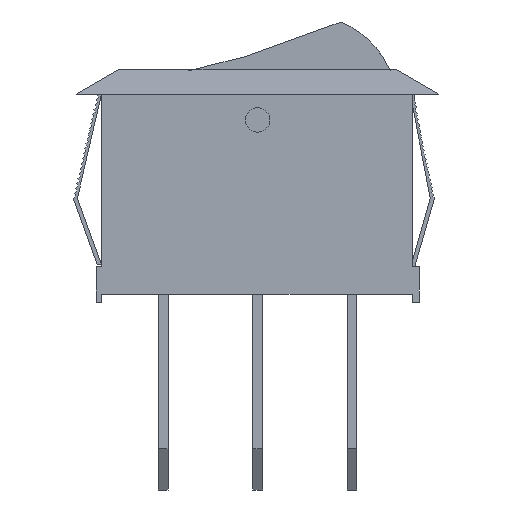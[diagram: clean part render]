
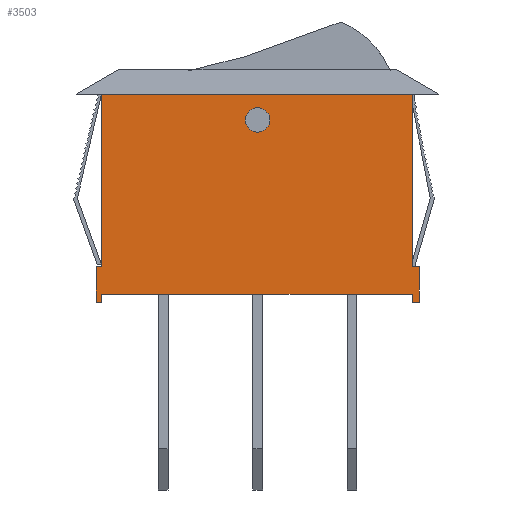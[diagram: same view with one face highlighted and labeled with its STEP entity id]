
A CAD part, left-side view. The second image highlights one B-rep face of the part: STEP entity #3503.
In plain terms, the highlighted planar face has unit normal (-1, 0, 0).
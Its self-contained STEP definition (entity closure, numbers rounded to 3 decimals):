
#70=CARTESIAN_POINT('Vertex',(-4.25,-6.312,-3.921)) ;
#75=CARTESIAN_POINT('Line Origine',(-4.25,0.027,-3.921)) ;
#79=CARTESIAN_POINT('Vertex',(-4.25,6.366,-3.921)) ;
#2285=CARTESIAN_POINT('Vertex',(-4.25,6.366,-2.801)) ;
#2290=CARTESIAN_POINT('Line Origine',(-4.25,6.366,0.724)) ;
#2294=CARTESIAN_POINT('Vertex',(-4.25,6.366,4.25)) ;
#2325=CARTESIAN_POINT('Vertex',(-4.25,6.6,-2.801)) ;
#2330=CARTESIAN_POINT('Line Origine',(-4.25,6.483,-2.801)) ;
#2356=CARTESIAN_POINT('Vertex',(-4.25,6.6,-4.25)) ;
#2361=CARTESIAN_POINT('Line Origine',(-4.25,6.6,-3.526)) ;
#2387=CARTESIAN_POINT('Vertex',(-4.25,6.366,-4.25)) ;
#2392=CARTESIAN_POINT('Line Origine',(-4.25,6.483,-4.25)) ;
#2409=CARTESIAN_POINT('Line Origine',(-4.25,6.366,-4.086)) ;
#2435=CARTESIAN_POINT('Vertex',(-4.25,-6.312,-4.25)) ;
#2440=CARTESIAN_POINT('Line Origine',(-4.25,-6.312,-4.086)) ;
#2461=CARTESIAN_POINT('Vertex',(-4.25,-6.6,-4.25)) ;
#2466=CARTESIAN_POINT('Line Origine',(-4.25,-6.456,-4.25)) ;
#2492=CARTESIAN_POINT('Vertex',(-4.25,-6.6,-2.801)) ;
#2497=CARTESIAN_POINT('Line Origine',(-4.25,-6.6,-3.526)) ;
#2518=CARTESIAN_POINT('Vertex',(-4.25,-6.312,-2.801)) ;
#2521=CARTESIAN_POINT('Line Origine',(-4.25,-6.456,-2.801)) ;
#2553=CARTESIAN_POINT('Vertex',(-4.25,-6.312,4.25)) ;
#2556=CARTESIAN_POINT('Line Origine',(-4.25,-6.312,0.724)) ;
#2610=CARTESIAN_POINT('Line Origine',(-4.25,0.027,4.25)) ;
#3466=CARTESIAN_POINT('Axis2P3D Location',(-4.25,0.,0.)) ;
#3485=CARTESIAN_POINT('Axis2P3D Location',(-4.25,0.,3.192)) ;
#3489=CARTESIAN_POINT('Vertex',(-4.25,0.5,3.192)) ;
#3491=CARTESIAN_POINT('Vertex',(-4.25,-0.5,3.192)) ;
#3494=CARTESIAN_POINT('Axis2P3D Location',(-4.25,0.,3.192)) ;
#76=DIRECTION('Vector Direction',(0.,1.,0.)) ;
#2291=DIRECTION('Vector Direction',(0.,0.,1.)) ;
#2331=DIRECTION('Vector Direction',(0.,-1.,0.)) ;
#2362=DIRECTION('Vector Direction',(0.,0.,1.)) ;
#2393=DIRECTION('Vector Direction',(0.,1.,0.)) ;
#2410=DIRECTION('Vector Direction',(0.,0.,-1.)) ;
#2441=DIRECTION('Vector Direction',(0.,0.,1.)) ;
#2467=DIRECTION('Vector Direction',(0.,1.,0.)) ;
#2498=DIRECTION('Vector Direction',(0.,0.,-1.)) ;
#2522=DIRECTION('Vector Direction',(0.,-1.,0.)) ;
#2557=DIRECTION('Vector Direction',(0.,0.,-1.)) ;
#2611=DIRECTION('Vector Direction',(0.,-1.,0.)) ;
#3467=DIRECTION('Axis2P3D Direction',(1.,0.,0.)) ;
#3468=DIRECTION('Axis2P3D XDirection',(0.,1.,0.)) ;
#3486=DIRECTION('Axis2P3D Direction',(1.,0.,0.)) ;
#3495=DIRECTION('Axis2P3D Direction',(1.,0.,0.)) ;
#3469=AXIS2_PLACEMENT_3D('Plane Axis2P3D',#3466,#3467,#3468) ;
#3487=AXIS2_PLACEMENT_3D('Circle Axis2P3D',#3485,#3486,$) ;
#3496=AXIS2_PLACEMENT_3D('Circle Axis2P3D',#3494,#3495,$) ;
#3472=ORIENTED_EDGE('',*,*,#2296,.F.) ;
#3473=ORIENTED_EDGE('',*,*,#2334,.F.) ;
#3474=ORIENTED_EDGE('',*,*,#2365,.F.) ;
#3475=ORIENTED_EDGE('',*,*,#2396,.F.) ;
#3476=ORIENTED_EDGE('',*,*,#2413,.F.) ;
#3477=ORIENTED_EDGE('',*,*,#81,.F.) ;
#3478=ORIENTED_EDGE('',*,*,#2444,.F.) ;
#3479=ORIENTED_EDGE('',*,*,#2470,.F.) ;
#3480=ORIENTED_EDGE('',*,*,#2501,.F.) ;
#3481=ORIENTED_EDGE('',*,*,#2525,.F.) ;
#3482=ORIENTED_EDGE('',*,*,#2560,.F.) ;
#3483=ORIENTED_EDGE('',*,*,#2614,.F.) ;
#3500=ORIENTED_EDGE('',*,*,#3493,.F.) ;
#3501=ORIENTED_EDGE('',*,*,#3498,.F.) ;
#3502=FACE_BOUND('',#3499,.T.) ;
#77=VECTOR('Line Direction',#76,1.) ;
#2292=VECTOR('Line Direction',#2291,1.) ;
#2332=VECTOR('Line Direction',#2331,1.) ;
#2363=VECTOR('Line Direction',#2362,1.) ;
#2394=VECTOR('Line Direction',#2393,1.) ;
#2411=VECTOR('Line Direction',#2410,1.) ;
#2442=VECTOR('Line Direction',#2441,1.) ;
#2468=VECTOR('Line Direction',#2467,1.) ;
#2499=VECTOR('Line Direction',#2498,1.) ;
#2523=VECTOR('Line Direction',#2522,1.) ;
#2558=VECTOR('Line Direction',#2557,1.) ;
#2612=VECTOR('Line Direction',#2611,1.) ;
#3503=ADVANCED_FACE('PartBody',(#3484,#3502),#3470,.F.) ;
#3488=CIRCLE('generated circle',#3487,0.5) ;
#3497=CIRCLE('generated circle',#3496,0.5) ;
#81=EDGE_CURVE('',#71,#80,#78,.T.) ;
#2296=EDGE_CURVE('',#2286,#2295,#2293,.T.) ;
#2334=EDGE_CURVE('',#2326,#2286,#2333,.T.) ;
#2365=EDGE_CURVE('',#2357,#2326,#2364,.T.) ;
#2396=EDGE_CURVE('',#2388,#2357,#2395,.T.) ;
#2413=EDGE_CURVE('',#80,#2388,#2412,.T.) ;
#2444=EDGE_CURVE('',#2436,#71,#2443,.T.) ;
#2470=EDGE_CURVE('',#2462,#2436,#2469,.T.) ;
#2501=EDGE_CURVE('',#2493,#2462,#2500,.T.) ;
#2525=EDGE_CURVE('',#2519,#2493,#2524,.T.) ;
#2560=EDGE_CURVE('',#2554,#2519,#2559,.T.) ;
#2614=EDGE_CURVE('',#2295,#2554,#2613,.T.) ;
#3493=EDGE_CURVE('',#3490,#3492,#3488,.F.) ;
#3498=EDGE_CURVE('',#3492,#3490,#3497,.F.) ;
#3471=EDGE_LOOP('',(#3472,#3473,#3474,#3475,#3476,#3477,#3478,#3479,#3480,#3481,#3482,#3483)) ;
#3499=EDGE_LOOP('',(#3500,#3501)) ;
#3484=FACE_OUTER_BOUND('',#3471,.T.) ;
#78=LINE('Line',#75,#77) ;
#2293=LINE('Line',#2290,#2292) ;
#2333=LINE('Line',#2330,#2332) ;
#2364=LINE('Line',#2361,#2363) ;
#2395=LINE('Line',#2392,#2394) ;
#2412=LINE('Line',#2409,#2411) ;
#2443=LINE('Line',#2440,#2442) ;
#2469=LINE('Line',#2466,#2468) ;
#2500=LINE('Line',#2497,#2499) ;
#2524=LINE('Line',#2521,#2523) ;
#2559=LINE('Line',#2556,#2558) ;
#2613=LINE('Line',#2610,#2612) ;
#3470=PLANE('Plane',#3469) ;
#71=VERTEX_POINT('',#70) ;
#80=VERTEX_POINT('',#79) ;
#2286=VERTEX_POINT('',#2285) ;
#2295=VERTEX_POINT('',#2294) ;
#2326=VERTEX_POINT('',#2325) ;
#2357=VERTEX_POINT('',#2356) ;
#2388=VERTEX_POINT('',#2387) ;
#2436=VERTEX_POINT('',#2435) ;
#2462=VERTEX_POINT('',#2461) ;
#2493=VERTEX_POINT('',#2492) ;
#2519=VERTEX_POINT('',#2518) ;
#2554=VERTEX_POINT('',#2553) ;
#3490=VERTEX_POINT('',#3489) ;
#3492=VERTEX_POINT('',#3491) ;
